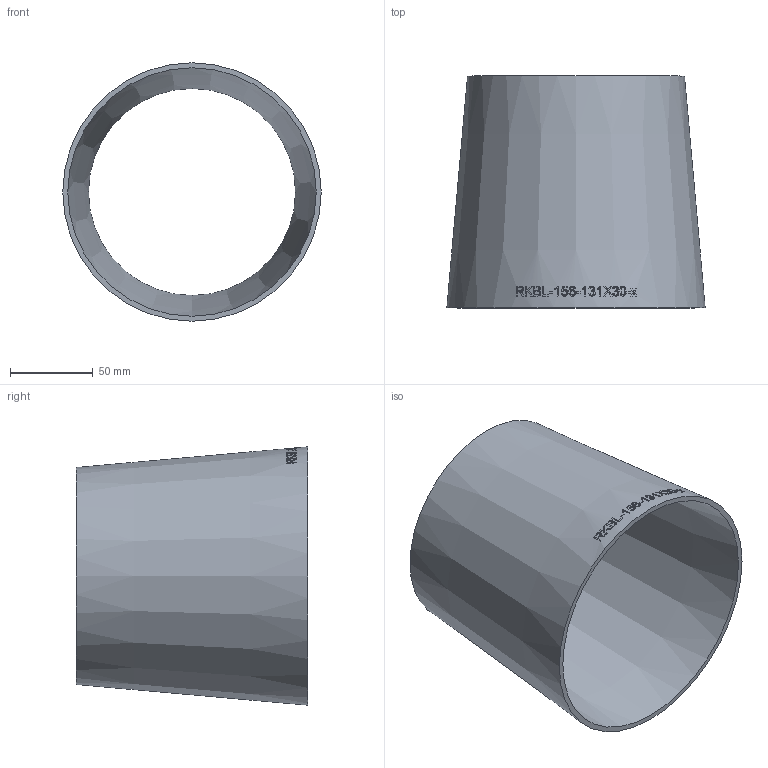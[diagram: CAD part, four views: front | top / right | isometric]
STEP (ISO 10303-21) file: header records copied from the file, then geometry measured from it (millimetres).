
FILE_DESCRIPTION (( 'STEP AP214' ), '1' );
FILE_NAME ('RKBL-156-131X30-x Reduzierung aus Blech 2006.STEP', '2020-06-15T07:42:54', ( '' ), ( '' ), 'SwSTEP 2.0', 'SolidWorks 2019', '' );
FILE_SCHEMA (( 'AUTOMOTIVE_DESIGN' ));
Length unit declared in the file: millimetre
Products named in the file (1): RKBL-156-131X30-x Reduzierung aus Blech 2006
Bounding box: 156 x 140 x 156 mm (x, y, z)
Volume: 186247 mm3; surface area: 126749.6 mm2
Topology: 1 solids, 1 shells, 222 faces, 594 edges, 396 vertices
Faces by surface type: bspline 196, cone 24, plane 2
Entity records: 27772 total; most frequent: CARTESIAN_POINT 21594, ORIENTED_EDGE 1184, EDGE_CURVE 592, B_SPLINE_CURVE_WITH_KNOTS 588, VERTEX_POINT 396, EDGE_LOOP 248, ADVANCED_FACE 222, FACE_OUTER_BOUND 222
